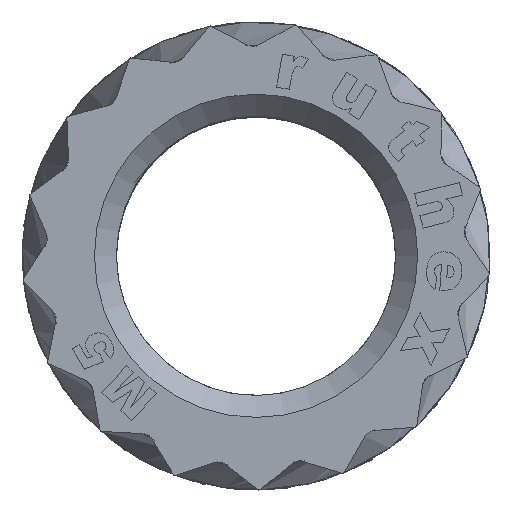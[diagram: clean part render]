
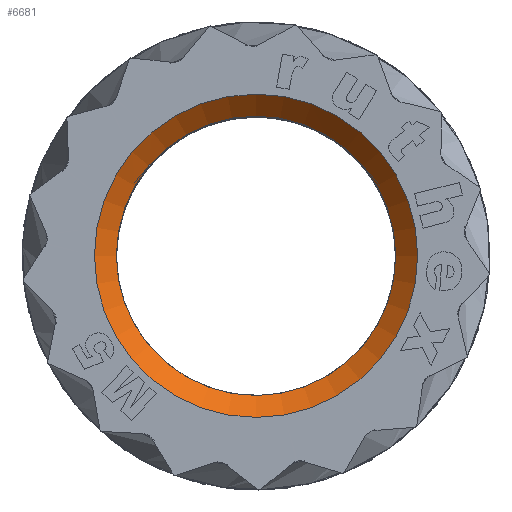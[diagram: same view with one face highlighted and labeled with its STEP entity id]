
A CAD part, top view. The second image highlights one B-rep face of the part: STEP entity #6681.
In plain terms, the highlighted conical face has half-angle 45 degrees and reference radius 2.284 mm.
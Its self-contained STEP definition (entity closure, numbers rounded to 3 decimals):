
#19=CONICAL_SURFACE('',#6988,2.284,0.785);
#513=FACE_OUTER_BOUND('',#859,.T.);
#859=EDGE_LOOP('',(#5330,#5331,#5332,#5333,#5334,#5335));
#1028=CIRCLE('',#6872,2.117);
#1048=CIRCLE('',#6983,2.45);
#1049=CIRCLE('',#6986,2.117);
#1050=CIRCLE('',#6987,2.117);
#2110=LINE('',#12249,#2421);
#2421=VECTOR('',#7630,2.284);
#2455=VERTEX_POINT('',#8288);
#2456=VERTEX_POINT('',#8302);
#2825=VERTEX_POINT('',#11191);
#2826=VERTEX_POINT('',#11820);
#3235=EDGE_CURVE('',#2456,#2455,#1028,.T.);
#3751=EDGE_CURVE('',#2825,#2825,#1048,.T.);
#3758=EDGE_CURVE('',#2826,#2456,#1049,.T.);
#3759=EDGE_CURVE('',#2455,#2826,#1050,.T.);
#3762=EDGE_CURVE('',#2825,#2826,#2110,.T.);
#5330=ORIENTED_EDGE('',*,*,#3751,.F.);
#5331=ORIENTED_EDGE('',*,*,#3762,.T.);
#5332=ORIENTED_EDGE('',*,*,#3758,.T.);
#5333=ORIENTED_EDGE('',*,*,#3235,.T.);
#5334=ORIENTED_EDGE('',*,*,#3759,.T.);
#5335=ORIENTED_EDGE('',*,*,#3762,.F.);
#6681=ADVANCED_FACE('',(#513),#19,.F.);
#6872=AXIS2_PLACEMENT_3D('',#8303,#7106,#7107);
#6983=AXIS2_PLACEMENT_3D('',#11192,#7618,#7619);
#6986=AXIS2_PLACEMENT_3D('',#11821,#7624,#7625);
#6987=AXIS2_PLACEMENT_3D('',#11822,#7626,#7627);
#6988=AXIS2_PLACEMENT_3D('',#12248,#7628,#7629);
#7106=DIRECTION('center_axis',(0.,0.,-1.));
#7107=DIRECTION('ref_axis',(1.,0.,0.));
#7618=DIRECTION('center_axis',(0.,0.,-1.));
#7619=DIRECTION('ref_axis',(1.,0.,0.));
#7624=DIRECTION('center_axis',(0.,0.,-1.));
#7625=DIRECTION('ref_axis',(1.,0.,0.));
#7626=DIRECTION('center_axis',(0.,0.,-1.));
#7627=DIRECTION('ref_axis',(1.,0.,0.));
#7628=DIRECTION('center_axis',(0.,0.,1.));
#7629=DIRECTION('ref_axis',(1.,0.,0.));
#7630=DIRECTION('',(0.707,0.,-0.707));
#8288=CARTESIAN_POINT('',(1.62,1.363,-0.333));
#8302=CARTESIAN_POINT('',(-1.623,1.365,-0.333));
#8303=CARTESIAN_POINT('Origin',(0.,0.,-0.333));
#11191=CARTESIAN_POINT('',(-2.45,0.,0.));
#11192=CARTESIAN_POINT('Origin',(0.,0.,0.));
#11820=CARTESIAN_POINT('',(-2.117,0.,-0.333));
#11821=CARTESIAN_POINT('Origin',(0.,0.,-0.333));
#11822=CARTESIAN_POINT('Origin',(0.,0.,-0.333));
#12248=CARTESIAN_POINT('Origin',(0.,0.,-0.167));
#12249=CARTESIAN_POINT('',(-2.284,0.,-0.167));
